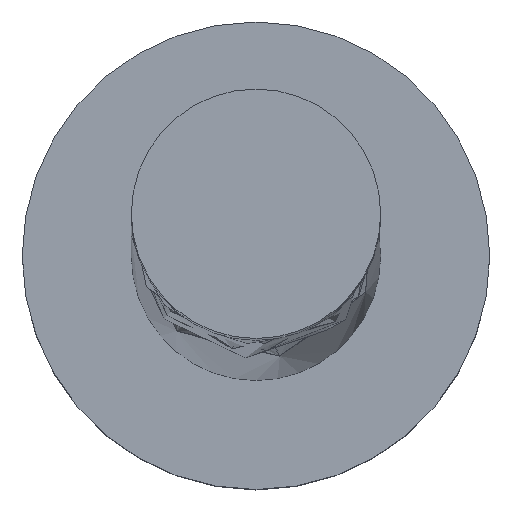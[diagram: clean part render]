
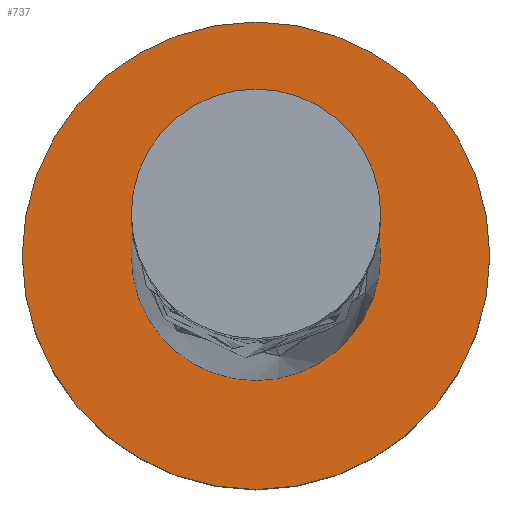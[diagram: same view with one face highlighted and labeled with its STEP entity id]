
A CAD part, top view. The second image highlights one B-rep face of the part: STEP entity #737.
In plain terms, the highlighted planar face has unit normal (0, 0, 1).
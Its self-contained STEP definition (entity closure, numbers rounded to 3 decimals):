
#8 = DIRECTION ( 'NONE',  ( 1., 0., 0. ) ) ;
#18 = DIRECTION ( 'NONE',  ( 0., 0., 1. ) ) ;
#85 = EDGE_CURVE ( 'NONE', #520, #601, #903, .T. ) ;
#86 = DIRECTION ( 'NONE',  ( 0., 0., 1. ) ) ;
#110 = FACE_OUTER_BOUND ( 'NONE', #1228, .T. ) ;
#114 = CARTESIAN_POINT ( 'NONE',  ( 0., 0., 1.5 ) ) ;
#208 = AXIS2_PLACEMENT_3D ( 'NONE', #1045, #86, #537 ) ;
#228 = DIRECTION ( 'NONE',  ( 0., 0., 1. ) ) ;
#352 = DIRECTION ( 'NONE',  ( 1., 0., 0. ) ) ;
#467 = CARTESIAN_POINT ( 'NONE',  ( -0.8, 0., 1.5 ) ) ;
#475 = DIRECTION ( 'NONE',  ( 1., 0., 0. ) ) ;
#520 = VERTEX_POINT ( 'NONE', #1042 ) ;
#537 = DIRECTION ( 'NONE',  ( 1., 0., 0. ) ) ;
#601 = VERTEX_POINT ( 'NONE', #467 ) ;
#653 = AXIS2_PLACEMENT_3D ( 'NONE', #114, #1095, #8 ) ;
#693 = VERTEX_POINT ( 'NONE', #709 ) ;
#709 = CARTESIAN_POINT ( 'NONE',  ( -1.5, 0., 1.5 ) ) ;
#716 = DIRECTION ( 'NONE',  ( 1., 0., 0. ) ) ;
#737 = ADVANCED_FACE ( 'NONE', ( #1192, #110 ), #1289, .T. ) ;
#739 = ORIENTED_EDGE ( 'NONE', *, *, #814, .T. ) ;
#752 = AXIS2_PLACEMENT_3D ( 'NONE', #1542, #228, #716 ) ;
#814 = EDGE_CURVE ( 'NONE', #1060, #693, #1513, .T. ) ;
#853 = AXIS2_PLACEMENT_3D ( 'NONE', #1215, #18, #352 ) ;
#903 = CIRCLE ( 'NONE', #208, 0.8 ) ;
#946 = ORIENTED_EDGE ( 'NONE', *, *, #85, .F. ) ;
#1009 = EDGE_LOOP ( 'NONE', ( #1464, #946 ) ) ;
#1042 = CARTESIAN_POINT ( 'NONE',  ( 0.8, 0., 1.5 ) ) ;
#1045 = CARTESIAN_POINT ( 'NONE',  ( 0., 0., 1.5 ) ) ;
#1060 = VERTEX_POINT ( 'NONE', #1104 ) ;
#1082 = DIRECTION ( 'NONE',  ( 0., 0., 1. ) ) ;
#1095 = DIRECTION ( 'NONE',  ( 0., 0., 1. ) ) ;
#1104 = CARTESIAN_POINT ( 'NONE',  ( 1.5, 0., 1.5 ) ) ;
#1131 = CIRCLE ( 'NONE', #653, 0.8 ) ;
#1138 = EDGE_CURVE ( 'NONE', #601, #520, #1131, .T. ) ;
#1185 = EDGE_CURVE ( 'NONE', #693, #1060, #1516, .T. ) ;
#1192 = FACE_BOUND ( 'NONE', #1009, .T. ) ;
#1215 = CARTESIAN_POINT ( 'NONE',  ( 0., 0., 1.5 ) ) ;
#1228 = EDGE_LOOP ( 'NONE', ( #1419, #739 ) ) ;
#1289 = PLANE ( 'NONE',  #1323 ) ;
#1323 = AXIS2_PLACEMENT_3D ( 'NONE', #1535, #1082, #475 ) ;
#1419 = ORIENTED_EDGE ( 'NONE', *, *, #1185, .T. ) ;
#1464 = ORIENTED_EDGE ( 'NONE', *, *, #1138, .F. ) ;
#1513 = CIRCLE ( 'NONE', #752, 1.5 ) ;
#1516 = CIRCLE ( 'NONE', #853, 1.5 ) ;
#1535 = CARTESIAN_POINT ( 'NONE',  ( 0., 0., 1.5 ) ) ;
#1542 = CARTESIAN_POINT ( 'NONE',  ( 0., 0., 1.5 ) ) ;
